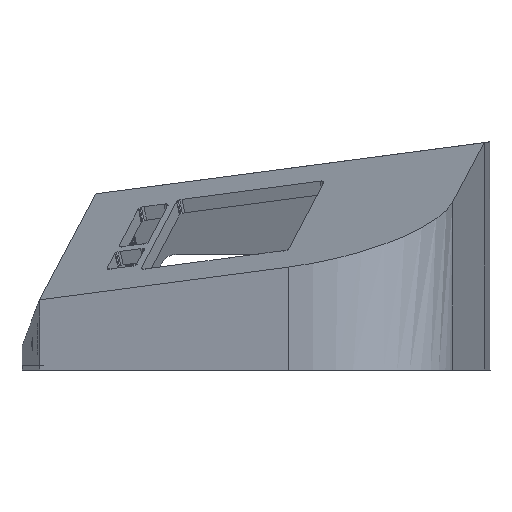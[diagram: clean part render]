
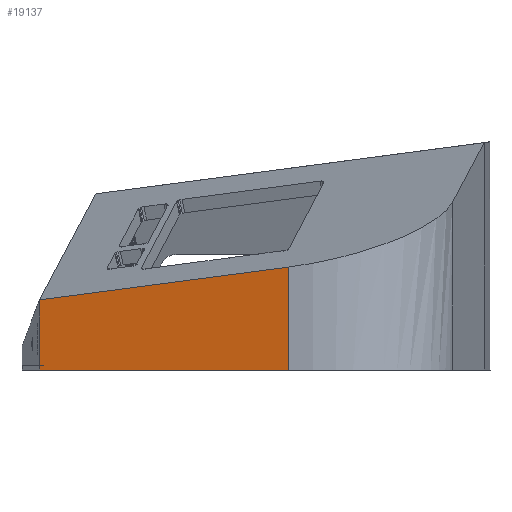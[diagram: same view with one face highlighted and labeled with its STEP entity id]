
A CAD part, left-side view. The second image highlights one B-rep face of the part: STEP entity #19137.
In plain terms, the highlighted planar face has unit normal (-0.974, 0.227, 0).
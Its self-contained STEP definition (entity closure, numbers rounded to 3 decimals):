
#4501 = PLANE('',#4502);
#4502 = AXIS2_PLACEMENT_3D('',#4503,#4504,#4505);
#4503 = CARTESIAN_POINT('',(42.573,40.753,
    -5.764));
#4504 = DIRECTION('',(-0.024,1.,0.));
#4505 = DIRECTION('',(-0.998,-0.024,
    0.062));
#5545 = PLANE('',#5546);
#5546 = AXIS2_PLACEMENT_3D('',#5547,#5548,#5549);
#5547 = CARTESIAN_POINT('',(-116.102,-98.188,
    133.763));
#5548 = DIRECTION('',(0.293,-0.192,-0.937));
#5549 = DIRECTION('',(-0.954,0.,-0.299));
#5562 = VERTEX_POINT('',#5563);
#5563 = CARTESIAN_POINT('',(-188.97,35.272,
    83.68));
#12749 = VERTEX_POINT('',#12750);
#12750 = CARTESIAN_POINT('',(-188.97,35.272,
    42.792));
#12771 = EDGE_CURVE('',#12749,#5562,#12772,.T.);
#12772 = SURFACE_CURVE('',#12773,(#12777,#12784),.PCURVE_S1.);
#12773 = LINE('',#12774,#12775);
#12774 = CARTESIAN_POINT('',(-188.97,35.272,
    -66.32));
#12775 = VECTOR('',#12776,1.);
#12776 = DIRECTION('',(0.,0.,1.));
#12777 = PCURVE('',#4501,#12778);
#12778 = DEFINITIONAL_REPRESENTATION('',(#12779),#12783);
#12779 = LINE('',#12780,#12781);
#12780 = CARTESIAN_POINT('',(227.389,-74.855));
#12781 = VECTOR('',#12782,1.);
#12782 = DIRECTION('',(0.062,0.998));
#12783 = ( GEOMETRIC_REPRESENTATION_CONTEXT(2) 
PARAMETRIC_REPRESENTATION_CONTEXT() REPRESENTATION_CONTEXT('2D SPACE',''
  ) );
#12784 = PCURVE('',#12785,#12790);
#12785 = PLANE('',#12786);
#12786 = AXIS2_PLACEMENT_3D('',#12787,#12788,#12789);
#12787 = CARTESIAN_POINT('',(-207.085,-42.524,
    18.922));
#12788 = DIRECTION('',(0.974,-0.227,0.));
#12789 = DIRECTION('',(0.225,0.966,-0.127));
#12790 = DEFINITIONAL_REPRESENTATION('',(#12791),#12795);
#12791 = LINE('',#12792,#12793);
#12792 = CARTESIAN_POINT('',(90.071,-74.391));
#12793 = VECTOR('',#12794,1.);
#12794 = DIRECTION('',(-0.127,0.992));
#12795 = ( GEOMETRIC_REPRESENTATION_CONTEXT(2) 
PARAMETRIC_REPRESENTATION_CONTEXT() REPRESENTATION_CONTEXT('2D SPACE',''
  ) );
#14799 = PLANE('',#14800);
#14800 = AXIS2_PLACEMENT_3D('',#14801,#14802,#14803);
#14801 = CARTESIAN_POINT('',(-400.,-321.738,39.792));
#14802 = DIRECTION('',(0.,0.,1.));
#14803 = DIRECTION('',(1.,0.,0.));
#14826 = SURFACE_OF_LINEAR_EXTRUSION('',#14827,#14832);
#14827 = CIRCLE('',#14828,90.);
#14828 = AXIS2_PLACEMENT_3D('',#14829,#14830,#14831);
#14829 = CARTESIAN_POINT('',(-141.566,-135.932,
    -16.484));
#14830 = DIRECTION('',(0.293,-0.192,-0.937));
#14831 = DIRECTION('',(-0.225,-0.966,0.127));
#14832 = VECTOR('',#14833,1.);
#14833 = DIRECTION('',(0.,0.,1.));
#14868 = VERTEX_POINT('',#14869);
#14869 = CARTESIAN_POINT('',(-225.201,-120.321,
    104.164));
#14891 = EDGE_CURVE('',#14868,#5562,#14892,.T.);
#14892 = SURFACE_CURVE('',#14893,(#14897,#14904),.PCURVE_S1.);
#14893 = LINE('',#14894,#14895);
#14894 = CARTESIAN_POINT('',(-225.201,-120.321,
    104.164));
#14895 = VECTOR('',#14896,1.);
#14896 = DIRECTION('',(0.225,0.966,-0.127));
#14897 = PCURVE('',#5545,#14898);
#14898 = DEFINITIONAL_REPRESENTATION('',(#14899),#14903);
#14899 = LINE('',#14900,#14901);
#14900 = CARTESIAN_POINT('',(112.961,-22.55));
#14901 = VECTOR('',#14902,1.);
#14902 = DIRECTION('',(-0.177,0.984));
#14903 = ( GEOMETRIC_REPRESENTATION_CONTEXT(2) 
PARAMETRIC_REPRESENTATION_CONTEXT() REPRESENTATION_CONTEXT('2D SPACE',''
  ) );
#14904 = PCURVE('',#12785,#14905);
#14905 = DEFINITIONAL_REPRESENTATION('',(#14906),#14910);
#14906 = LINE('',#14907,#14908);
#14907 = CARTESIAN_POINT('',(-90.071,74.391));
#14908 = VECTOR('',#14909,1.);
#14909 = DIRECTION('',(1.,0.));
#14910 = ( GEOMETRIC_REPRESENTATION_CONTEXT(2) 
PARAMETRIC_REPRESENTATION_CONTEXT() REPRESENTATION_CONTEXT('2D SPACE',''
  ) );
#18534 = PLANE('',#18535);
#18535 = AXIS2_PLACEMENT_3D('',#18536,#18537,#18538);
#18536 = CARTESIAN_POINT('',(-188.97,35.272,
    39.792));
#18537 = DIRECTION('',(0.903,0.43,-0.));
#18538 = DIRECTION('',(0.43,-0.903,0.));
#19137 = ADVANCED_FACE('',(#19138),#12785,.F.);
#19138 = FACE_BOUND('',#19139,.F.);
#19139 = EDGE_LOOP('',(#19140,#19163,#19184,#19205,#19206));
#19140 = ORIENTED_EDGE('',*,*,#19141,.F.);
#19141 = EDGE_CURVE('',#19142,#14868,#19144,.T.);
#19142 = VERTEX_POINT('',#19143);
#19143 = CARTESIAN_POINT('',(-225.201,-120.321,
    39.792));
#19144 = SURFACE_CURVE('',#19145,(#19149,#19156),.PCURVE_S1.);
#19145 = LINE('',#19146,#19147);
#19146 = CARTESIAN_POINT('',(-225.201,-120.321,
    -45.836));
#19147 = VECTOR('',#19148,1.);
#19148 = DIRECTION('',(0.,0.,1.));
#19149 = PCURVE('',#12785,#19150);
#19150 = DEFINITIONAL_REPRESENTATION('',(#19151),#19155);
#19151 = LINE('',#19152,#19153);
#19152 = CARTESIAN_POINT('',(-70.993,-74.391));
#19153 = VECTOR('',#19154,1.);
#19154 = DIRECTION('',(-0.127,0.992));
#19155 = ( GEOMETRIC_REPRESENTATION_CONTEXT(2) 
PARAMETRIC_REPRESENTATION_CONTEXT() REPRESENTATION_CONTEXT('2D SPACE',''
  ) );
#19156 = PCURVE('',#14826,#19157);
#19157 = DEFINITIONAL_REPRESENTATION('',(#19158),#19162);
#19158 = LINE('',#19159,#19160);
#19159 = CARTESIAN_POINT('',(1.571,0.));
#19160 = VECTOR('',#19161,1.);
#19161 = DIRECTION('',(0.,1.));
#19162 = ( GEOMETRIC_REPRESENTATION_CONTEXT(2) 
PARAMETRIC_REPRESENTATION_CONTEXT() REPRESENTATION_CONTEXT('2D SPACE',''
  ) );
#19163 = ORIENTED_EDGE('',*,*,#19164,.F.);
#19164 = EDGE_CURVE('',#19165,#19142,#19167,.T.);
#19165 = VERTEX_POINT('',#19166);
#19166 = CARTESIAN_POINT('',(-188.97,35.272,
    39.792));
#19167 = SURFACE_CURVE('',#19168,(#19172,#19178),.PCURVE_S1.);
#19168 = LINE('',#19169,#19170);
#19169 = CARTESIAN_POINT('',(-242.883,-196.257,
    39.792));
#19170 = VECTOR('',#19171,1.);
#19171 = DIRECTION('',(-0.227,-0.974,0.));
#19172 = PCURVE('',#12785,#19173);
#19173 = DEFINITIONAL_REPRESENTATION('',(#19174),#19177);
#19174 = B_SPLINE_CURVE_WITH_KNOTS('',1,(#19175,#19176),.UNSPECIFIED.,
  .F.,.F.,(2,2),(-269.491,-51.552),
  .PIECEWISE_BEZIER_KNOTS.);
#19175 = CARTESIAN_POINT('',(108.085,34.9));
#19176 = CARTESIAN_POINT('',(-108.085,7.182));
#19177 = ( GEOMETRIC_REPRESENTATION_CONTEXT(2) 
PARAMETRIC_REPRESENTATION_CONTEXT() REPRESENTATION_CONTEXT('2D SPACE',''
  ) );
#19178 = PCURVE('',#14799,#19179);
#19179 = DEFINITIONAL_REPRESENTATION('',(#19180),#19183);
#19180 = B_SPLINE_CURVE_WITH_KNOTS('',1,(#19181,#19182),.UNSPECIFIED.,
  .F.,.F.,(2,2),(-269.491,-51.552),
  .PIECEWISE_BEZIER_KNOTS.);
#19181 = CARTESIAN_POINT('',(218.235,387.95));
#19182 = CARTESIAN_POINT('',(168.808,175.69));
#19183 = ( GEOMETRIC_REPRESENTATION_CONTEXT(2) 
PARAMETRIC_REPRESENTATION_CONTEXT() REPRESENTATION_CONTEXT('2D SPACE',''
  ) );
#19184 = ORIENTED_EDGE('',*,*,#19185,.T.);
#19185 = EDGE_CURVE('',#19165,#12749,#19186,.T.);
#19186 = SURFACE_CURVE('',#19187,(#19191,#19198),.PCURVE_S1.);
#19187 = LINE('',#19188,#19189);
#19188 = CARTESIAN_POINT('',(-188.97,35.272,
    -66.32));
#19189 = VECTOR('',#19190,1.);
#19190 = DIRECTION('',(0.,0.,1.));
#19191 = PCURVE('',#12785,#19192);
#19192 = DEFINITIONAL_REPRESENTATION('',(#19193),#19197);
#19193 = LINE('',#19194,#19195);
#19194 = CARTESIAN_POINT('',(90.071,-74.391));
#19195 = VECTOR('',#19196,1.);
#19196 = DIRECTION('',(-0.127,0.992));
#19197 = ( GEOMETRIC_REPRESENTATION_CONTEXT(2) 
PARAMETRIC_REPRESENTATION_CONTEXT() REPRESENTATION_CONTEXT('2D SPACE',''
  ) );
#19198 = PCURVE('',#18534,#19199);
#19199 = DEFINITIONAL_REPRESENTATION('',(#19200),#19204);
#19200 = LINE('',#19201,#19202);
#19201 = CARTESIAN_POINT('',(0.,106.112));
#19202 = VECTOR('',#19203,1.);
#19203 = DIRECTION('',(0.,-1.));
#19204 = ( GEOMETRIC_REPRESENTATION_CONTEXT(2) 
PARAMETRIC_REPRESENTATION_CONTEXT() REPRESENTATION_CONTEXT('2D SPACE',''
  ) );
#19205 = ORIENTED_EDGE('',*,*,#12771,.T.);
#19206 = ORIENTED_EDGE('',*,*,#14891,.F.);
